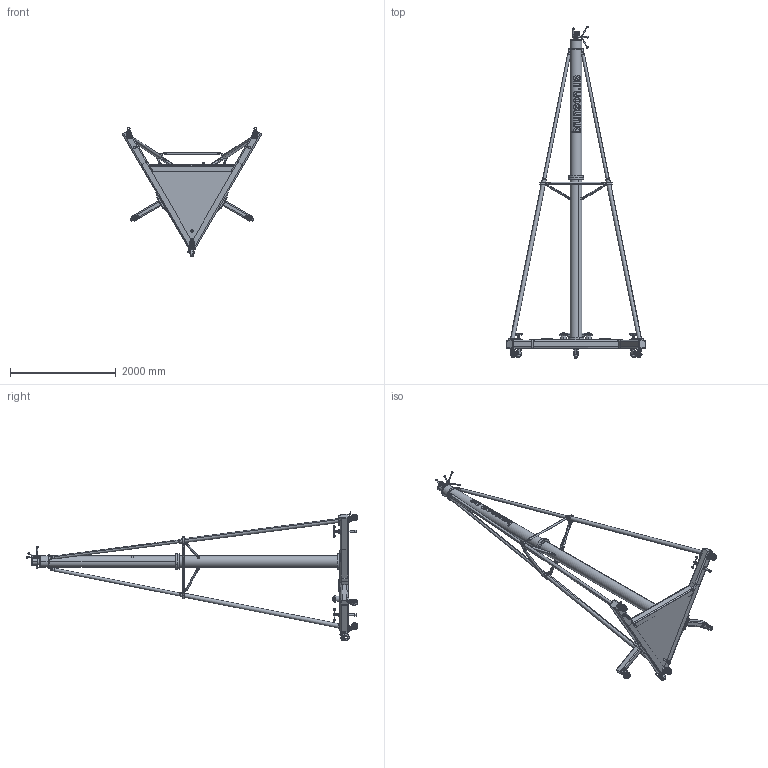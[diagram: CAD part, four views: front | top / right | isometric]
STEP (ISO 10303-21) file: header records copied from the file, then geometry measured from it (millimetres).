
FILE_DESCRIPTION (( 'STEP AP214' ), '1' );
FILE_NAME ('232-SP240-0.STEP', '2020-04-22T18:44:58', ( '' ), ( '' ), 'SwSTEP 2.0', 'SolidWorks 2019', '' );
FILE_SCHEMA (( 'AUTOMOTIVE_DESIGN' ));
Length unit declared in the file: inch
Products named in the file (1): 232-SP240-0
Bounding box: 2637.29 x 6285.59 x 2451.07 mm (x, y, z)
Surface area: 18426843.7 mm2 (no closed solid volume)
Topology: 0 solids, 68 shells, 3507 faces, 8784 edges, 5398 vertices
Faces by surface type: plane 1097, cylinder 1002, cone 670, bspline 472, torus 212, sphere 54
Entity records: 191808 total; most frequent: CARTESIAN_POINT 111531, ORIENTED_EDGE 16985, DIRECTION 16297, EDGE_CURVE 8659, AXIS2_PLACEMENT_3D 6138, VERTEX_POINT 5367, LINE 4021, VECTOR 4021
